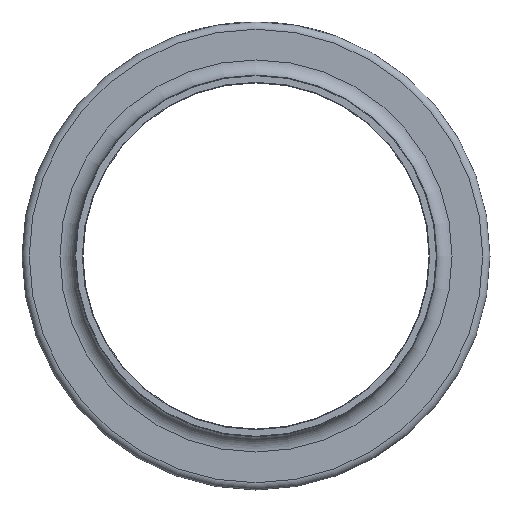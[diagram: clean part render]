
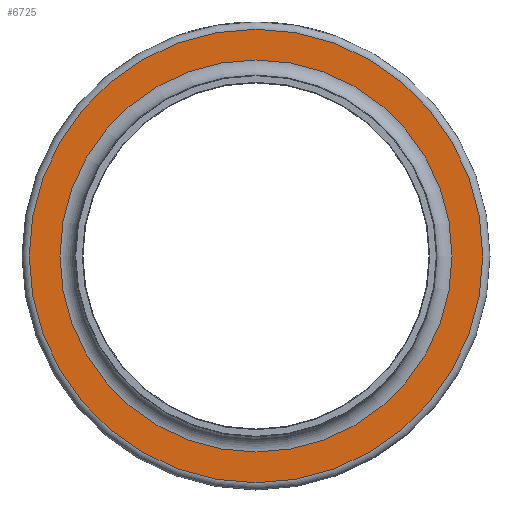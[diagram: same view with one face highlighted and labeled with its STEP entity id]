
A CAD part, left-side view. The second image highlights one B-rep face of the part: STEP entity #6725.
In plain terms, the highlighted planar face has unit normal (-1, 0, 0).
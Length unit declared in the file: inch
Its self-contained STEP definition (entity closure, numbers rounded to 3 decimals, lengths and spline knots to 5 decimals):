
#80=FACE_BOUND('',#1194,.T.);
#211=PLANE('',#7104);
#797=FACE_OUTER_BOUND('',#1193,.T.);
#1193=EDGE_LOOP('',(#6268,#6269));
#1194=EDGE_LOOP('',(#6270,#6271));
#1727=CIRCLE('',#7100,1.625);
#1728=CIRCLE('',#7101,1.625);
#1731=CIRCLE('',#7105,1.88);
#1732=CIRCLE('',#7106,1.88);
#3285=VERTEX_POINT('',#23925);
#3286=VERTEX_POINT('',#23927);
#3288=VERTEX_POINT('',#23934);
#3289=VERTEX_POINT('',#23935);
#4289=EDGE_CURVE('',#3285,#3286,#1727,.T.);
#4290=EDGE_CURVE('',#3286,#3285,#1728,.T.);
#4293=EDGE_CURVE('',#3288,#3289,#1731,.T.);
#4294=EDGE_CURVE('',#3289,#3288,#1732,.T.);
#6268=ORIENTED_EDGE('',*,*,#4293,.F.);
#6269=ORIENTED_EDGE('',*,*,#4294,.F.);
#6270=ORIENTED_EDGE('',*,*,#4290,.F.);
#6271=ORIENTED_EDGE('',*,*,#4289,.F.);
#6725=ADVANCED_FACE('',(#797,#80),#211,.T.);
#7100=AXIS2_PLACEMENT_3D('',#23928,#8263,#8264);
#7101=AXIS2_PLACEMENT_3D('',#23929,#8265,#8266);
#7104=AXIS2_PLACEMENT_3D('',#23933,#8271,#8272);
#7105=AXIS2_PLACEMENT_3D('',#23936,#8273,#8274);
#7106=AXIS2_PLACEMENT_3D('',#23937,#8275,#8276);
#8263=DIRECTION('center_axis',(-1.,0.,0.));
#8264=DIRECTION('ref_axis',(0.,-1.,0.));
#8265=DIRECTION('center_axis',(-1.,0.,0.));
#8266=DIRECTION('ref_axis',(0.,-1.,0.));
#8271=DIRECTION('center_axis',(-1.,0.,0.));
#8272=DIRECTION('ref_axis',(0.,0.,1.));
#8273=DIRECTION('center_axis',(1.,0.,0.));
#8274=DIRECTION('ref_axis',(0.,-1.,0.));
#8275=DIRECTION('center_axis',(1.,0.,0.));
#8276=DIRECTION('ref_axis',(0.,-1.,0.));
#23925=CARTESIAN_POINT('',(0.5,0.,1.625));
#23927=CARTESIAN_POINT('',(0.5,1.625,0.));
#23928=CARTESIAN_POINT('Origin',(0.5,0.,0.));
#23929=CARTESIAN_POINT('Origin',(0.5,0.,0.));
#23933=CARTESIAN_POINT('Origin',(0.5,1.72,0.));
#23934=CARTESIAN_POINT('',(0.5,1.88,0.));
#23935=CARTESIAN_POINT('',(0.5,0.,1.88));
#23936=CARTESIAN_POINT('Origin',(0.5,0.,0.));
#23937=CARTESIAN_POINT('Origin',(0.5,0.,0.));
